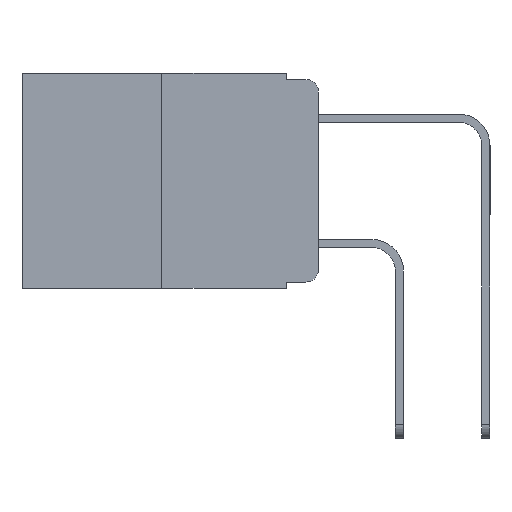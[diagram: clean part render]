
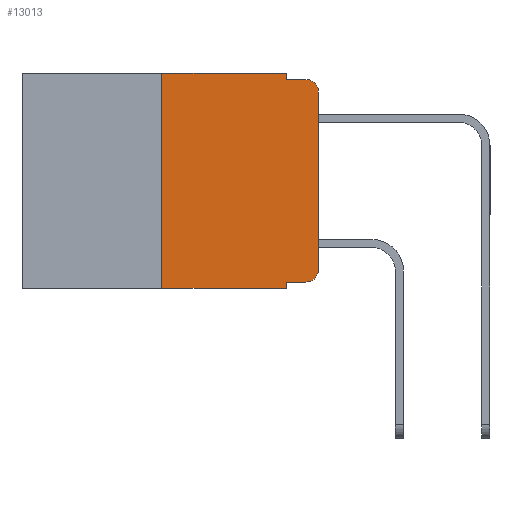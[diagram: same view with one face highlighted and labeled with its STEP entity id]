
A CAD part, left-side view. The second image highlights one B-rep face of the part: STEP entity #13013.
In plain terms, the highlighted planar face has unit normal (-1, 0, 0).
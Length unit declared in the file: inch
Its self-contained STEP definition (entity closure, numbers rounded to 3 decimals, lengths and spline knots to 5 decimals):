
#24 = ORIENTED_EDGE ( 'NONE', *, *, #3955, .F. ) ;
#208 = LINE ( 'NONE', #8305, #11455 ) ;
#242 = CARTESIAN_POINT ( 'NONE',  ( 0., 0., -0.03 ) ) ;
#308 = VERTEX_POINT ( 'NONE', #10616 ) ;
#479 = CARTESIAN_POINT ( 'NONE',  ( 0., 0.02, -0.01 ) ) ;
#505 = EDGE_CURVE ( 'NONE', #9742, #726, #8562, .T. ) ;
#622 = CARTESIAN_POINT ( 'NONE',  ( 0., 0.473, 0. ) ) ;
#726 = VERTEX_POINT ( 'NONE', #11730 ) ;
#730 = CARTESIAN_POINT ( 'NONE',  ( 0., 0.02, -0.333 ) ) ;
#900 = DIRECTION ( 'NONE',  ( 0., -1., 0. ) ) ;
#1234 = LINE ( 'NONE', #10883, #9111 ) ;
#1573 = LINE ( 'NONE', #6120, #9461 ) ;
#1642 = DIRECTION ( 'NONE',  ( 0., -1., 0. ) ) ;
#1941 = AXIS2_PLACEMENT_3D ( 'NONE', #2039, #9232, #3078 ) ;
#2039 = CARTESIAN_POINT ( 'NONE',  ( 0., 0.02, -0.313 ) ) ;
#2154 = DIRECTION ( 'NONE',  ( 0., 0., 1. ) ) ;
#2355 = AXIS2_PLACEMENT_3D ( 'NONE', #12250, #12273, #2955 ) ;
#2834 = CARTESIAN_POINT ( 'NONE',  ( 0., 0.051, 0. ) ) ;
#2840 = EDGE_CURVE ( 'NONE', #5632, #9803, #3838, .T. ) ;
#2955 = DIRECTION ( 'NONE',  ( 0., 0., -1. ) ) ;
#3078 = DIRECTION ( 'NONE',  ( 0., 0., -1. ) ) ;
#3314 = DIRECTION ( 'NONE',  ( 1., 0., 0. ) ) ;
#3423 = CARTESIAN_POINT ( 'NONE',  ( 0., 0.051, 0. ) ) ;
#3491 = LINE ( 'NONE', #12563, #5878 ) ;
#3783 = EDGE_CURVE ( 'NONE', #4976, #11529, #3491, .T. ) ;
#3838 = CIRCLE ( 'NONE', #2355, 0.02 ) ;
#3859 = EDGE_CURVE ( 'NONE', #10151, #9742, #4936, .T. ) ;
#3955 = EDGE_CURVE ( 'NONE', #726, #9803, #1234, .T. ) ;
#4177 = VERTEX_POINT ( 'NONE', #9106 ) ;
#4738 = CIRCLE ( 'NONE', #1941, 0.02 ) ;
#4936 = LINE ( 'NONE', #622, #7993 ) ;
#4976 = VERTEX_POINT ( 'NONE', #10582 ) ;
#5632 = VERTEX_POINT ( 'NONE', #242 ) ;
#5802 = VECTOR ( 'NONE', #11217, 39.37008 ) ;
#5878 = VECTOR ( 'NONE', #900, 39.37008 ) ;
#6034 = DIRECTION ( 'NONE',  ( 0., -1., 0. ) ) ;
#6120 = CARTESIAN_POINT ( 'NONE',  ( 0., 0.473, -0.343 ) ) ;
#6526 = VECTOR ( 'NONE', #9189, 39.37008 ) ;
#7002 = EDGE_LOOP ( 'NONE', ( #12064, #7907, #24, #11901, #9529, #13171, #10814, #9048, #10665, #11284 ) ) ;
#7208 = CARTESIAN_POINT ( 'NONE',  ( 0., 0., -0.313 ) ) ;
#7907 = ORIENTED_EDGE ( 'NONE', *, *, #2840, .T. ) ;
#7993 = VECTOR ( 'NONE', #11312, 39.37008 ) ;
#8305 = CARTESIAN_POINT ( 'NONE',  ( 0., 0., 0. ) ) ;
#8562 = LINE ( 'NONE', #3423, #5802 ) ;
#8682 = AXIS2_PLACEMENT_3D ( 'NONE', #11483, #3314, #10520 ) ;
#8823 = VECTOR ( 'NONE', #12460, 39.37008 ) ;
#8998 = EDGE_CURVE ( 'NONE', #4177, #308, #1573, .T. ) ;
#9043 = EDGE_CURVE ( 'NONE', #4177, #10151, #11533, .T. ) ;
#9048 = ORIENTED_EDGE ( 'NONE', *, *, #9291, .F. ) ;
#9106 = CARTESIAN_POINT ( 'NONE',  ( 0., 0.25, -0.343 ) ) ;
#9111 = VECTOR ( 'NONE', #1642, 39.37008 ) ;
#9178 = CARTESIAN_POINT ( 'NONE',  ( 0., 0.051, 0. ) ) ;
#9189 = DIRECTION ( 'NONE',  ( 0., 0., -1. ) ) ;
#9232 = DIRECTION ( 'NONE',  ( -1., 0., 0. ) ) ;
#9291 = EDGE_CURVE ( 'NONE', #4976, #308, #11999, .T. ) ;
#9437 = PLANE ( 'NONE',  #8682 ) ;
#9461 = VECTOR ( 'NONE', #6034, 39.37008 ) ;
#9529 = ORIENTED_EDGE ( 'NONE', *, *, #3859, .F. ) ;
#9714 = CARTESIAN_POINT ( 'NONE',  ( 0., 0.25, 0. ) ) ;
#9742 = VERTEX_POINT ( 'NONE', #2834 ) ;
#9803 = VERTEX_POINT ( 'NONE', #479 ) ;
#10151 = VERTEX_POINT ( 'NONE', #9714 ) ;
#10520 = DIRECTION ( 'NONE',  ( 0., 0., -1. ) ) ;
#10582 = CARTESIAN_POINT ( 'NONE',  ( 0., 0.051, -0.333 ) ) ;
#10616 = CARTESIAN_POINT ( 'NONE',  ( 0., 0.051, -0.343 ) ) ;
#10665 = ORIENTED_EDGE ( 'NONE', *, *, #3783, .T. ) ;
#10814 = ORIENTED_EDGE ( 'NONE', *, *, #8998, .T. ) ;
#10883 = CARTESIAN_POINT ( 'NONE',  ( 0., 0.051, -0.01 ) ) ;
#11169 = EDGE_CURVE ( 'NONE', #11529, #12910, #4738, .T. ) ;
#11217 = DIRECTION ( 'NONE',  ( 0., 0., -1. ) ) ;
#11284 = ORIENTED_EDGE ( 'NONE', *, *, #11169, .T. ) ;
#11312 = DIRECTION ( 'NONE',  ( 0., -1., 0. ) ) ;
#11455 = VECTOR ( 'NONE', #2154, 39.37008 ) ;
#11483 = CARTESIAN_POINT ( 'NONE',  ( 0., 0.473, 0. ) ) ;
#11529 = VERTEX_POINT ( 'NONE', #730 ) ;
#11533 = LINE ( 'NONE', #12140, #8823 ) ;
#11730 = CARTESIAN_POINT ( 'NONE',  ( 0., 0.051, -0.01 ) ) ;
#11901 = ORIENTED_EDGE ( 'NONE', *, *, #505, .F. ) ;
#11999 = LINE ( 'NONE', #9178, #6526 ) ;
#12064 = ORIENTED_EDGE ( 'NONE', *, *, #12455, .T. ) ;
#12140 = CARTESIAN_POINT ( 'NONE',  ( 0., 0.25, 0. ) ) ;
#12250 = CARTESIAN_POINT ( 'NONE',  ( 0., 0.02, -0.03 ) ) ;
#12273 = DIRECTION ( 'NONE',  ( -1., 0., 0. ) ) ;
#12455 = EDGE_CURVE ( 'NONE', #12910, #5632, #208, .T. ) ;
#12460 = DIRECTION ( 'NONE',  ( 0., 0., 1. ) ) ;
#12542 = FACE_OUTER_BOUND ( 'NONE', #7002, .T. ) ;
#12563 = CARTESIAN_POINT ( 'NONE',  ( 0., 0.051, -0.333 ) ) ;
#12910 = VERTEX_POINT ( 'NONE', #7208 ) ;
#13013 = ADVANCED_FACE ( 'NONE', ( #12542 ), #9437, .F. ) ;
#13171 = ORIENTED_EDGE ( 'NONE', *, *, #9043, .F. ) ;
